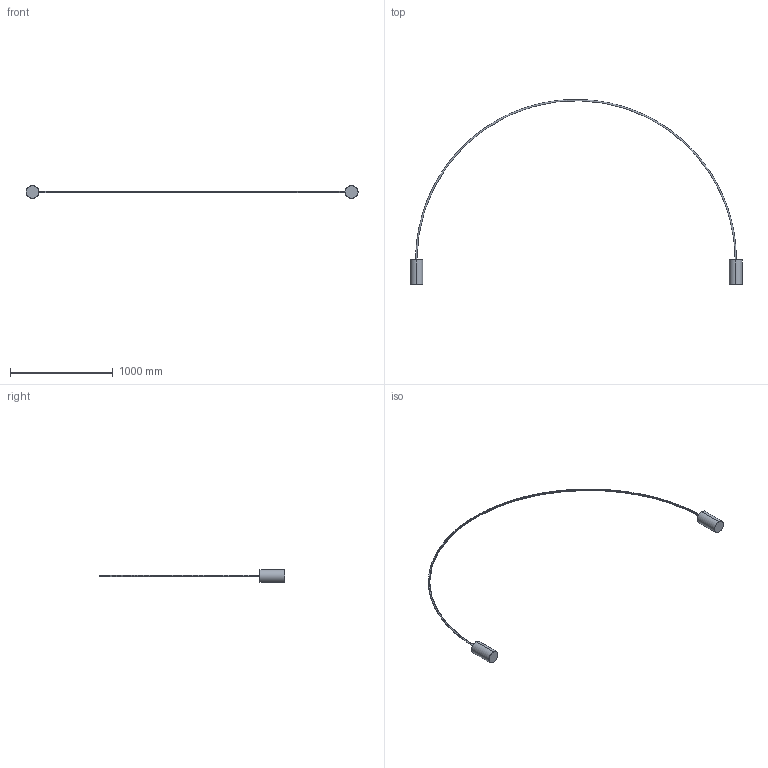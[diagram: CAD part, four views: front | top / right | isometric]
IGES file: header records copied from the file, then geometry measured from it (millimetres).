
Start section: SolidWorks IGES file using analytic representation for surfaces
Global section: file name: POLEF2-04 - Pole  02  Floor to Floor - 4 Sections.IGS; native system: SolidWorks 2015; preprocessor: SolidWorks 2015; author: Design; date: 190716.151831; units: millimetre
Bounding box: 3223.8 x 1796.4 x 125 mm (x, y, z)
Volume: 6525862.1 mm3; surface area: 445387 mm2
Topology: 1 solids, 1 shells, 22 faces, 46 edges, 28 vertices
Faces by surface type: revolution 12, bspline 6, plane 4
